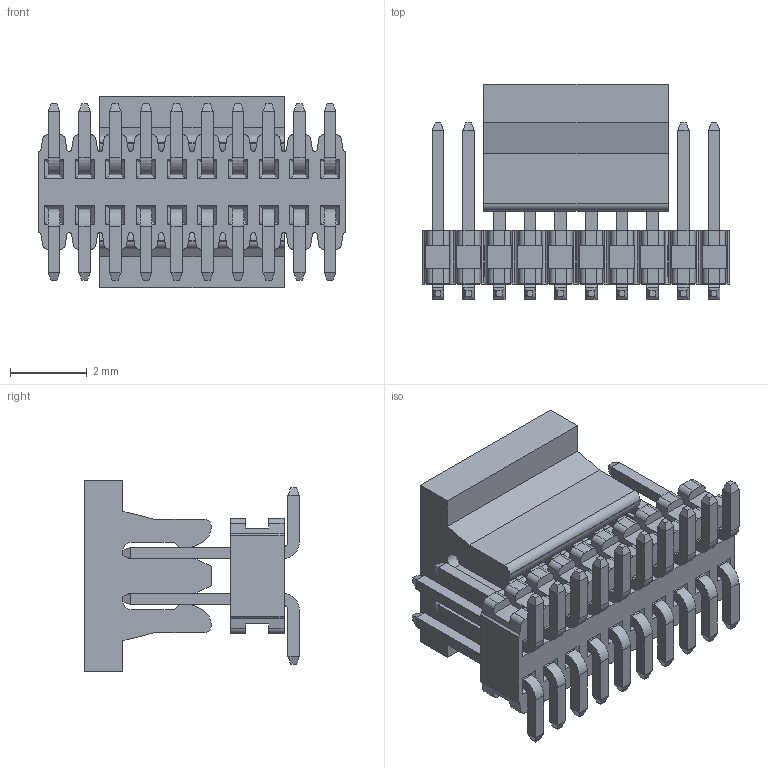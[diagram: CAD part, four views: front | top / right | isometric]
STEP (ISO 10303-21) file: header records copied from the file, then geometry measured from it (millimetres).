
FILE_DESCRIPTION( ('This file contains a STEP AP42 implementation' ,'as created by ZW3D STEP Interface translator.') ,'2;1' );
FILE_NAME( '1614-1210XXMXXXXX01(拸翐).stp' ,'23 313.104321', (''), ('ZWCAD Software Co.'), 'Version 1.0', 'ZW3D to STEP translator', '' );
FILE_SCHEMA(('AUTOMOTIVE_DESIGN { 1 0 10303 214 1 1 1 1 }'));
Length unit declared in the file: millimetre
Products named in the file (2): 0; 1614-1210XXM060XX01(拸翐)
Bounding box: 8 x 5.6 x 5 mm (x, y, z)
Volume: 85.6 mm3; surface area: 402.2 mm2
Topology: 22 solids, 22 shells, 836 faces, 2100 edges, 1308 vertices
Faces by surface type: plane 664, cylinder 172
Entity records: 25439 total; most frequent: CARTESIAN_POINT 4263, ORIENTED_EDGE 4218, DIRECTION 4127, EDGE_CURVE 2109, VECTOR 1765, LINE 1765, VERTEX_POINT 1317, AXIS2_PLACEMENT_3D 1181
